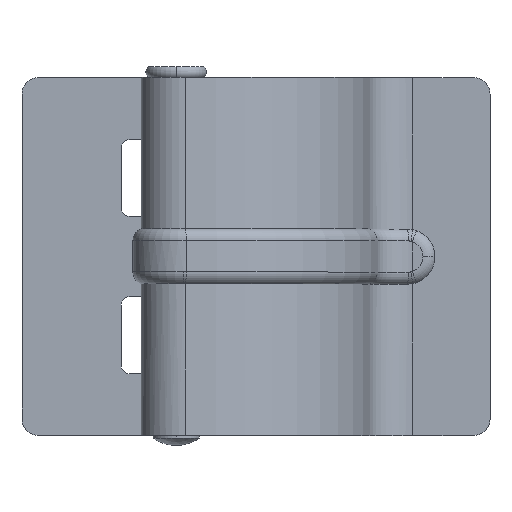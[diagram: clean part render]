
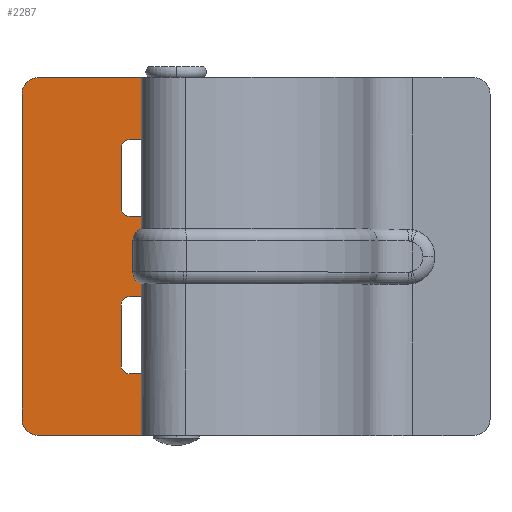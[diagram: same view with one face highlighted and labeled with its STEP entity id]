
A CAD part, top view. The second image highlights one B-rep face of the part: STEP entity #2287.
In plain terms, the highlighted face is planar.
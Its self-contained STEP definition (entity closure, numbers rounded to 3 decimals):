
#61 = VERTEX_POINT ( 'NONE', #1827 ) ;
#66 = VERTEX_POINT ( 'NONE', #171 ) ;
#71 = VERTEX_POINT ( 'NONE', #2970 ) ;
#94 = VECTOR ( 'NONE', #442, 1000. ) ;
#116 = DIRECTION ( 'NONE',  ( 0., 0., -1. ) ) ;
#162 = ORIENTED_EDGE ( 'NONE', *, *, #690, .T. ) ;
#170 = DIRECTION ( 'NONE',  ( 0., 1., 0. ) ) ;
#171 = CARTESIAN_POINT ( 'NONE',  ( -19.75, -3.15, 10. ) ) ;
#210 = ORIENTED_EDGE ( 'NONE', *, *, #1359, .T. ) ;
#227 = CARTESIAN_POINT ( 'NONE',  ( -8.8, -3.15, 8.5 ) ) ;
#229 = VERTEX_POINT ( 'NONE', #1942 ) ;
#252 = DIRECTION ( 'NONE',  ( -1., 0., 0. ) ) ;
#271 = DIRECTION ( 'NONE',  ( 0., 0., -1. ) ) ;
#278 = VECTOR ( 'NONE', #252, 1000. ) ;
#279 = CARTESIAN_POINT ( 'NONE',  ( 21.25, -3.15, 5.514 ) ) ;
#358 = CARTESIAN_POINT ( 'NONE',  ( -7.3, -3.15, 8.5 ) ) ;
#417 = LINE ( 'NONE', #1240, #3052 ) ;
#442 = DIRECTION ( 'NONE',  ( 0., 0., 1. ) ) ;
#452 = VECTOR ( 'NONE', #2713, 1000. ) ;
#466 = ORIENTED_EDGE ( 'NONE', *, *, #1021, .T. ) ;
#473 = CARTESIAN_POINT ( 'NONE',  ( 29.5, -3.15, 25. ) ) ;
#479 = CARTESIAN_POINT ( 'NONE',  ( 32.5, -3.15, 5.514 ) ) ;
#501 = ORIENTED_EDGE ( 'NONE', *, *, #2435, .T. ) ;
#536 = EDGE_CURVE ( 'NONE', #1550, #3079, #3066, .T. ) ;
#543 = VERTEX_POINT ( 'NONE', #2557 ) ;
#586 = CARTESIAN_POINT ( 'NONE',  ( 21.25, -3.15, 8.5 ) ) ;
#592 = CARTESIAN_POINT ( 'NONE',  ( -29.5, -3.15, 25. ) ) ;
#598 = CARTESIAN_POINT ( 'NONE',  ( 8.8, -3.15, 10. ) ) ;
#676 = DIRECTION ( 'NONE',  ( -1., 0., 0. ) ) ;
#679 = VERTEX_POINT ( 'NONE', #358 ) ;
#690 = EDGE_CURVE ( 'NONE', #229, #61, #1145, .T. ) ;
#693 = CARTESIAN_POINT ( 'NONE',  ( 8.8, -3.15, 8.5 ) ) ;
#702 = VERTEX_POINT ( 'NONE', #1983 ) ;
#708 = DIRECTION ( 'NONE',  ( 0., -1., 0. ) ) ;
#767 = LINE ( 'NONE', #2208, #1336 ) ;
#805 = EDGE_CURVE ( 'NONE', #71, #679, #1433, .T. ) ;
#815 = CARTESIAN_POINT ( 'NONE',  ( -21.25, -3.15, 8.5 ) ) ;
#830 = DIRECTION ( 'NONE',  ( 0., -1., 0. ) ) ;
#831 = EDGE_CURVE ( 'NONE', #1506, #702, #3248, .T. ) ;
#852 = EDGE_CURVE ( 'NONE', #2188, #2808, #3270, .T. ) ;
#874 = DIRECTION ( 'NONE',  ( 0., 1., 0. ) ) ;
#913 = DIRECTION ( 'NONE',  ( 0., 0., 1. ) ) ;
#922 = CIRCLE ( 'NONE', #1805, 1.5 ) ;
#929 = DIRECTION ( 'NONE',  ( 0., 0., -1. ) ) ;
#944 = CARTESIAN_POINT ( 'NONE',  ( 21.25, -3.15, 28. ) ) ;
#997 = ORIENTED_EDGE ( 'NONE', *, *, #1914, .T. ) ;
#1021 = EDGE_CURVE ( 'NONE', #2808, #2290, #3417, .T. ) ;
#1067 = ORIENTED_EDGE ( 'NONE', *, *, #2872, .T. ) ;
#1077 = LINE ( 'NONE', #3395, #278 ) ;
#1116 = CARTESIAN_POINT ( 'NONE',  ( -21.25, -3.15, 28. ) ) ;
#1145 = CIRCLE ( 'NONE', #1507, 3. ) ;
#1165 = CARTESIAN_POINT ( 'NONE',  ( -7.3, -3.15, 28. ) ) ;
#1240 = CARTESIAN_POINT ( 'NONE',  ( 32.5, -3.15, 10. ) ) ;
#1274 = DIRECTION ( 'NONE',  ( 0., -1., 0. ) ) ;
#1283 = CIRCLE ( 'NONE', #3359, 1.5 ) ;
#1304 = ORIENTED_EDGE ( 'NONE', *, *, #1306, .T. ) ;
#1306 = EDGE_CURVE ( 'NONE', #3145, #66, #417, .T. ) ;
#1308 = CARTESIAN_POINT ( 'NONE',  ( 32.5, -3.15, 10. ) ) ;
#1329 = VECTOR ( 'NONE', #2401, 1000. ) ;
#1336 = VECTOR ( 'NONE', #3032, 1000. ) ;
#1340 = DIRECTION ( 'NONE',  ( 0., 0., -1. ) ) ;
#1341 = AXIS2_PLACEMENT_3D ( 'NONE', #1729, #3474, #116 ) ;
#1359 = EDGE_CURVE ( 'NONE', #3342, #71, #767, .T. ) ;
#1379 = DIRECTION ( 'NONE',  ( -1., 0., 0. ) ) ;
#1433 = LINE ( 'NONE', #1165, #3044 ) ;
#1490 = EDGE_LOOP ( 'NONE', ( #3096, #997, #1528, #1912, #1706, #466, #1067, #2325, #2436, #210, #2707, #3366, #1304, #501, #1545, #2893, #1654, #162 ) ) ;
#1492 = LINE ( 'NONE', #2077, #2712 ) ;
#1506 = VERTEX_POINT ( 'NONE', #3589 ) ;
#1507 = AXIS2_PLACEMENT_3D ( 'NONE', #592, #874, #929 ) ;
#1528 = ORIENTED_EDGE ( 'NONE', *, *, #831, .F. ) ;
#1545 = ORIENTED_EDGE ( 'NONE', *, *, #536, .T. ) ;
#1550 = VERTEX_POINT ( 'NONE', #815 ) ;
#1598 = EDGE_CURVE ( 'NONE', #679, #3145, #1684, .T. ) ;
#1654 = ORIENTED_EDGE ( 'NONE', *, *, #3212, .T. ) ;
#1672 = CARTESIAN_POINT ( 'NONE',  ( -8.8, -3.15, 10. ) ) ;
#1684 = CIRCLE ( 'NONE', #2155, 1.5 ) ;
#1702 = VERTEX_POINT ( 'NONE', #3041 ) ;
#1703 = DIRECTION ( 'NONE',  ( 0., 0., 1. ) ) ;
#1705 = EDGE_CURVE ( 'NONE', #543, #3342, #3062, .T. ) ;
#1706 = ORIENTED_EDGE ( 'NONE', *, *, #852, .T. ) ;
#1729 = CARTESIAN_POINT ( 'NONE',  ( 32.5, -3.15, 28. ) ) ;
#1802 = CARTESIAN_POINT ( 'NONE',  ( -19.75, -3.15, 8.5 ) ) ;
#1805 = AXIS2_PLACEMENT_3D ( 'NONE', #693, #1274, #2392 ) ;
#1827 = CARTESIAN_POINT ( 'NONE',  ( -29.5, -3.15, 28. ) ) ;
#1912 = ORIENTED_EDGE ( 'NONE', *, *, #3477, .T. ) ;
#1914 = EDGE_CURVE ( 'NONE', #2612, #702, #1986, .T. ) ;
#1927 = LINE ( 'NONE', #479, #2027 ) ;
#1942 = CARTESIAN_POINT ( 'NONE',  ( -32.5, -3.15, 25. ) ) ;
#1983 = CARTESIAN_POINT ( 'NONE',  ( 32.5, -3.15, 25. ) ) ;
#1986 = CIRCLE ( 'NONE', #2938, 3. ) ;
#2027 = VECTOR ( 'NONE', #1379, 1000. ) ;
#2077 = CARTESIAN_POINT ( 'NONE',  ( -32.5, -3.15, 28. ) ) ;
#2155 = AXIS2_PLACEMENT_3D ( 'NONE', #227, #3620, #1340 ) ;
#2171 = LINE ( 'NONE', #1308, #452 ) ;
#2188 = VERTEX_POINT ( 'NONE', #279 ) ;
#2195 = CARTESIAN_POINT ( 'NONE',  ( 19.75, -3.15, 8.5 ) ) ;
#2208 = CARTESIAN_POINT ( 'NONE',  ( 32.5, -3.15, 5.514 ) ) ;
#2287 = ADVANCED_FACE ( 'NONE', ( #3418 ), #2316, .F. ) ;
#2290 = VERTEX_POINT ( 'NONE', #2563 ) ;
#2316 = PLANE ( 'NONE',  #1341 ) ;
#2325 = ORIENTED_EDGE ( 'NONE', *, *, #2432, .T. ) ;
#2369 = CARTESIAN_POINT ( 'NONE',  ( 32.5, -3.15, 5.514 ) ) ;
#2387 = EDGE_CURVE ( 'NONE', #3079, #1702, #2979, .T. ) ;
#2392 = DIRECTION ( 'NONE',  ( 0., 0., -1. ) ) ;
#2401 = DIRECTION ( 'NONE',  ( 0., 0., 1. ) ) ;
#2432 = EDGE_CURVE ( 'NONE', #2703, #543, #922, .T. ) ;
#2435 = EDGE_CURVE ( 'NONE', #66, #1550, #1283, .T. ) ;
#2436 = ORIENTED_EDGE ( 'NONE', *, *, #1705, .T. ) ;
#2545 = EDGE_CURVE ( 'NONE', #2612, #61, #1077, .T. ) ;
#2557 = CARTESIAN_POINT ( 'NONE',  ( 7.3, -3.15, 8.5 ) ) ;
#2563 = CARTESIAN_POINT ( 'NONE',  ( 19.75, -3.15, 10. ) ) ;
#2612 = VERTEX_POINT ( 'NONE', #2813 ) ;
#2633 = CARTESIAN_POINT ( 'NONE',  ( 32.5, -3.15, 28. ) ) ;
#2672 = CARTESIAN_POINT ( 'NONE',  ( 7.3, -3.15, 5.514 ) ) ;
#2696 = DIRECTION ( 'NONE',  ( 0., 0., -1. ) ) ;
#2703 = VERTEX_POINT ( 'NONE', #598 ) ;
#2707 = ORIENTED_EDGE ( 'NONE', *, *, #805, .T. ) ;
#2712 = VECTOR ( 'NONE', #913, 1000. ) ;
#2713 = DIRECTION ( 'NONE',  ( -1., 0., 0. ) ) ;
#2734 = DIRECTION ( 'NONE',  ( 0., 0., -1. ) ) ;
#2808 = VERTEX_POINT ( 'NONE', #586 ) ;
#2813 = CARTESIAN_POINT ( 'NONE',  ( 29.5, -3.15, 28. ) ) ;
#2823 = CARTESIAN_POINT ( 'NONE',  ( 7.3, -3.15, 28. ) ) ;
#2872 = EDGE_CURVE ( 'NONE', #2290, #2703, #2171, .T. ) ;
#2893 = ORIENTED_EDGE ( 'NONE', *, *, #2387, .T. ) ;
#2938 = AXIS2_PLACEMENT_3D ( 'NONE', #473, #170, #2734 ) ;
#2970 = CARTESIAN_POINT ( 'NONE',  ( -7.3, -3.15, 5.514 ) ) ;
#2979 = LINE ( 'NONE', #2369, #3608 ) ;
#3023 = DIRECTION ( 'NONE',  ( 0., 0., -1. ) ) ;
#3032 = DIRECTION ( 'NONE',  ( -1., 0., 0. ) ) ;
#3041 = CARTESIAN_POINT ( 'NONE',  ( -32.5, -3.15, 5.514 ) ) ;
#3044 = VECTOR ( 'NONE', #1703, 1000. ) ;
#3052 = VECTOR ( 'NONE', #676, 1000. ) ;
#3062 = LINE ( 'NONE', #2823, #3174 ) ;
#3066 = LINE ( 'NONE', #1116, #3657 ) ;
#3079 = VERTEX_POINT ( 'NONE', #3679 ) ;
#3096 = ORIENTED_EDGE ( 'NONE', *, *, #2545, .F. ) ;
#3112 = AXIS2_PLACEMENT_3D ( 'NONE', #2195, #830, #3594 ) ;
#3145 = VERTEX_POINT ( 'NONE', #1672 ) ;
#3174 = VECTOR ( 'NONE', #3023, 1000. ) ;
#3212 = EDGE_CURVE ( 'NONE', #1702, #229, #1492, .T. ) ;
#3248 = LINE ( 'NONE', #2633, #94 ) ;
#3270 = LINE ( 'NONE', #944, #1329 ) ;
#3297 = DIRECTION ( 'NONE',  ( -1., 0., 0. ) ) ;
#3342 = VERTEX_POINT ( 'NONE', #2672 ) ;
#3359 = AXIS2_PLACEMENT_3D ( 'NONE', #1802, #708, #2696 ) ;
#3366 = ORIENTED_EDGE ( 'NONE', *, *, #1598, .T. ) ;
#3395 = CARTESIAN_POINT ( 'NONE',  ( 32.5, -3.15, 28. ) ) ;
#3417 = CIRCLE ( 'NONE', #3112, 1.5 ) ;
#3418 = FACE_OUTER_BOUND ( 'NONE', #1490, .T. ) ;
#3474 = DIRECTION ( 'NONE',  ( 0., -1., 0. ) ) ;
#3477 = EDGE_CURVE ( 'NONE', #1506, #2188, #1927, .T. ) ;
#3589 = CARTESIAN_POINT ( 'NONE',  ( 32.5, -3.15, 5.514 ) ) ;
#3594 = DIRECTION ( 'NONE',  ( 0., 0., -1. ) ) ;
#3608 = VECTOR ( 'NONE', #3297, 1000. ) ;
#3620 = DIRECTION ( 'NONE',  ( 0., -1., 0. ) ) ;
#3657 = VECTOR ( 'NONE', #271, 1000. ) ;
#3679 = CARTESIAN_POINT ( 'NONE',  ( -21.25, -3.15, 5.514 ) ) ;
